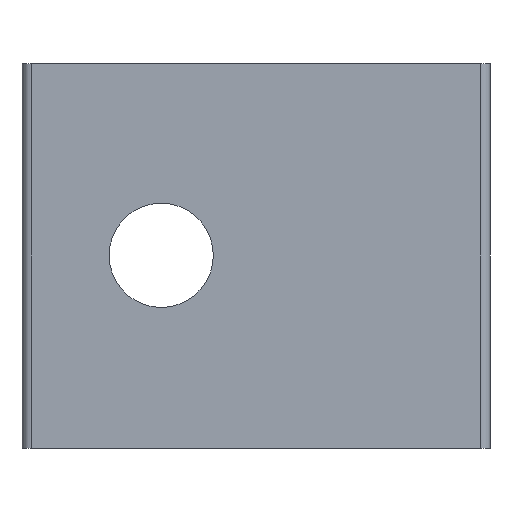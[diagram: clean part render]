
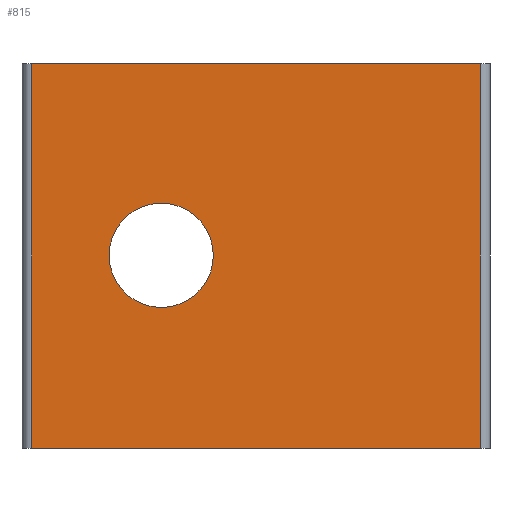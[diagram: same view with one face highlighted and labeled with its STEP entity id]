
A CAD part, front view. The second image highlights one B-rep face of the part: STEP entity #815.
In plain terms, the highlighted planar face has unit normal (0, -1, 0).
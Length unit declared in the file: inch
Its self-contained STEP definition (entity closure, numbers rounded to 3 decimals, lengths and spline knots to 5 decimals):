
#84=LINE('',#1555,#127);
#86=LINE('',#1566,#129);
#90=LINE('',#1577,#133);
#91=LINE('',#1580,#134);
#127=VECTOR('',#1086,0.3937);
#129=VECTOR('',#1100,0.3937);
#133=VECTOR('',#1112,0.3937);
#134=VECTOR('',#1117,0.3937);
#156=PLANE('',#932);
#200=FACE_BOUND('',#309,.T.);
#237=FACE_OUTER_BOUND('',#308,.T.);
#308=EDGE_LOOP('',(#679,#680,#681,#682));
#309=EDGE_LOOP('',(#683));
#330=CIRCLE('',#870,0.1635);
#365=VERTEX_POINT('',#1186);
#409=VERTEX_POINT('',#1552);
#410=VERTEX_POINT('',#1554);
#413=VERTEX_POINT('',#1564);
#416=VERTEX_POINT('',#1576);
#440=EDGE_CURVE('',#365,#365,#330,.T.);
#500=EDGE_CURVE('',#410,#409,#84,.T.);
#506=EDGE_CURVE('',#413,#409,#86,.T.);
#511=EDGE_CURVE('',#410,#416,#90,.T.);
#513=EDGE_CURVE('',#413,#416,#91,.T.);
#679=ORIENTED_EDGE('',*,*,#506,.F.);
#680=ORIENTED_EDGE('',*,*,#513,.T.);
#681=ORIENTED_EDGE('',*,*,#511,.F.);
#682=ORIENTED_EDGE('',*,*,#500,.T.);
#683=ORIENTED_EDGE('',*,*,#440,.T.);
#815=ADVANCED_FACE('',(#237,#200),#156,.T.);
#870=AXIS2_PLACEMENT_3D('',#1187,#964,#965);
#932=AXIS2_PLACEMENT_3D('',#1579,#1115,#1116);
#964=DIRECTION('center_axis',(0.,1.,0.));
#965=DIRECTION('ref_axis',(-1.,0.,0.));
#1086=DIRECTION('',(1.,0.,0.));
#1100=DIRECTION('',(0.,0.,-1.));
#1112=DIRECTION('',(0.,0.,1.));
#1115=DIRECTION('center_axis',(0.,-1.,0.));
#1116=DIRECTION('ref_axis',(0.,0.,-1.));
#1117=DIRECTION('',(-1.,0.,0.));
#1186=CARTESIAN_POINT('',(-0.134,0.,-0.602));
#1187=CARTESIAN_POINT('Origin',(-0.2975,0.,-0.602));
#1552=CARTESIAN_POINT('',(0.7035,0.,-1.208));
#1554=CARTESIAN_POINT('',(-0.7035,0.,-1.208));
#1555=CARTESIAN_POINT('',(0.7345,0.,-1.208));
#1564=CARTESIAN_POINT('',(0.7035,0.,0.));
#1566=CARTESIAN_POINT('',(0.7035,0.,0.));
#1576=CARTESIAN_POINT('',(-0.7035,0.,0.));
#1577=CARTESIAN_POINT('',(-0.7035,0.,0.));
#1579=CARTESIAN_POINT('Origin',(-0.7345,0.,0.));
#1580=CARTESIAN_POINT('',(0.7345,0.,0.));
